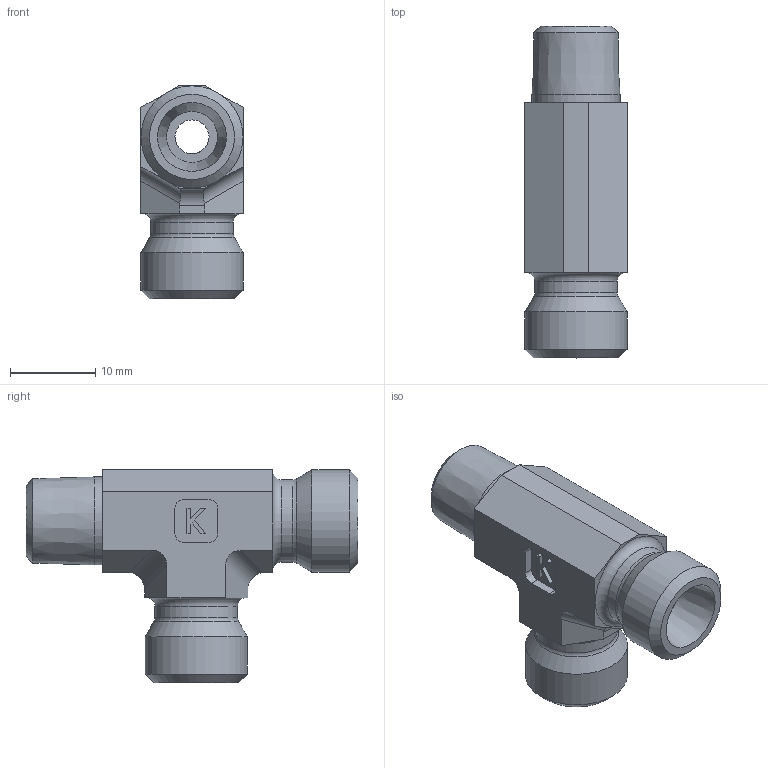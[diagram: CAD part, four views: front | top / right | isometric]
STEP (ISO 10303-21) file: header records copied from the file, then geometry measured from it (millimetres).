
FILE_DESCRIPTION((''),'2;1');
FILE_NAME('2502061012.stp','2014-10-08T11:50:09',(''),('KNOMI spol. s r. o.'),'Autodesk Inventor 2012','Autodesk Inventor 2012','');
FILE_SCHEMA(('AUTOMOTIVE_DESIGN { 1 2 10303 214 0 1 1 1 }'));
Length unit declared in the file: millimetre
Products named in the file (1): TBCM2 6LMkuž M10x1K/M12
Bounding box: 12 x 39 x 25.06 mm (x, y, z)
Volume: 4527.8 mm3; surface area: 2965.8 mm2
Topology: 1 solids, 1 shells, 75 faces, 191 edges, 124 vertices
Faces by surface type: plane 43, cylinder 19, cone 9, torus 4
Full cylindrical faces by diameter (mm): 4 x2, 6 x2, 9.7 x2, 10.344 x1, 12 x2
Entity records: 2124 total; most frequent: DIRECTION 368, CARTESIAN_POINT 356, ORIENTED_EDGE 324, EDGE_CURVE 162, AXIS2_PLACEMENT_3D 130, VERTEX_POINT 118, EDGE_LOOP 108, VECTOR 108
